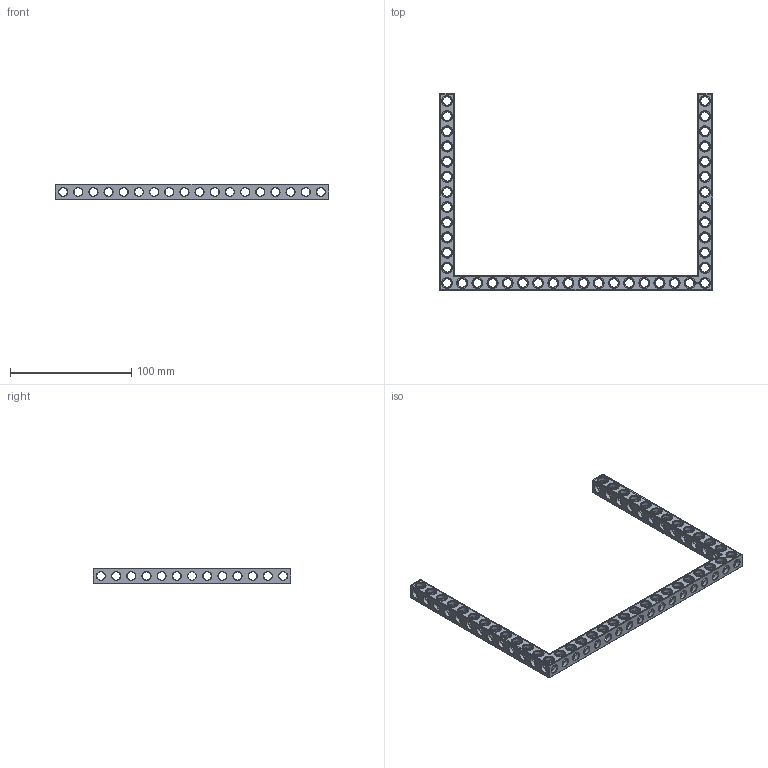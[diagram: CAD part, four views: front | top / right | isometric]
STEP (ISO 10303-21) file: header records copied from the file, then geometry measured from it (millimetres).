
FILE_DESCRIPTION(('FreeCAD Model'),'2;1');
FILE_NAME('Open CASCADE Shape Model','2022-03-06T23:00:04',('Author'),( ''),'Open CASCADE STEP processor 7.5','FreeCAD','Unknown');
FILE_SCHEMA(('AUTOMOTIVE_DESIGN { 1 0 10303 214 1 1 1 1 }'));
Products named in the file (1): Beam AGD ESS USH SYM BU18x13x01 - SPN-BEM-0605 (stemfie.org)
Bounding box: 225 x 162.5 x 12.5 mm (x, y, z)
Volume: 41034.8 mm3; surface area: 36623.3 mm2
Topology: 1 solids, 1 shells, 1013 faces, 3118 edges, 2015 vertices
Faces by surface type: plane 408, cylinder 253, extrusion 182, cone 170
Full cylindrical faces by diameter (mm): 6.98 x28, 7 x183, 9.2 x42
Entity records: 205274 total; most frequent: CARTESIAN_POINT 147356, DIRECTION 9354, ORIENTED_EDGE 6236, PCURVE 6236, DEFINITIONAL_REPRESENTATION 6236, VECTOR 5652, LINE 5470, EDGE_CURVE 3118
